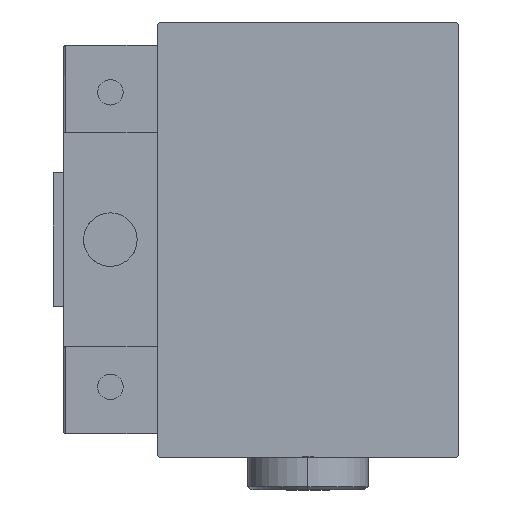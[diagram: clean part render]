
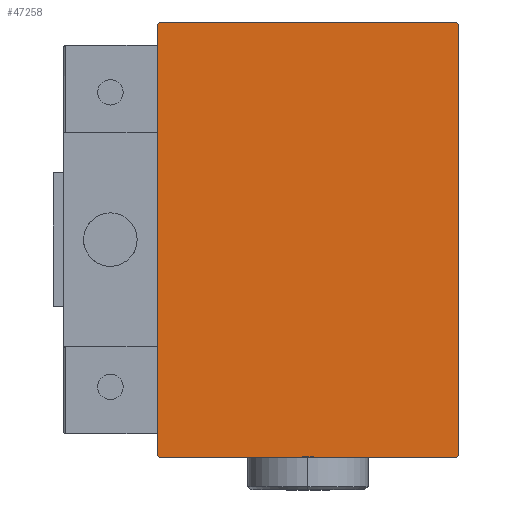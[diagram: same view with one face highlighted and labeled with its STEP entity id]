
A CAD part, left-side view. The second image highlights one B-rep face of the part: STEP entity #47258.
In plain terms, the highlighted face is planar.
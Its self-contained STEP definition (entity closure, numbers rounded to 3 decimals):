
#1290 = DIRECTION ( 'NONE',  ( 0., 0.707, 0.707 ) ) ;
#1986 = DIRECTION ( 'NONE',  ( 0., 0.707, -0.707 ) ) ;
#2378 = VECTOR ( 'NONE', #18439, 1000. ) ;
#3989 = EDGE_CURVE ( 'NONE', #41259, #17147, #28679, .T. ) ;
#4833 = CARTESIAN_POINT ( 'NONE',  ( 70., -22.2, -32.5 ) ) ;
#5384 = CARTESIAN_POINT ( 'NONE',  ( 70., -22.2, 32.5 ) ) ;
#5598 = VERTEX_POINT ( 'NONE', #41978 ) ;
#5677 = EDGE_CURVE ( 'NONE', #35882, #38377, #38094, .T. ) ;
#7016 = VECTOR ( 'NONE', #1986, 1000. ) ;
#7371 = CARTESIAN_POINT ( 'NONE',  ( 70., 22.2, -32.5 ) ) ;
#8663 = EDGE_CURVE ( 'NONE', #11234, #26779, #44033, .T. ) ;
#11234 = VERTEX_POINT ( 'NONE', #27895 ) ;
#12570 = ORIENTED_EDGE ( 'NONE', *, *, #5677, .T. ) ;
#13567 = DIRECTION ( 'NONE',  ( 0., 0., -1. ) ) ;
#15583 = CARTESIAN_POINT ( 'NONE',  ( 70., 22.5, 32.5 ) ) ;
#17147 = VERTEX_POINT ( 'NONE', #7371 ) ;
#17680 = CARTESIAN_POINT ( 'NONE',  ( 70., 27.35, 27.35 ) ) ;
#17715 = LINE ( 'NONE', #21851, #7016 ) ;
#17854 = ORIENTED_EDGE ( 'NONE', *, *, #31464, .T. ) ;
#18439 = DIRECTION ( 'NONE',  ( 0., -1., 0. ) ) ;
#18444 = CARTESIAN_POINT ( 'NONE',  ( 70., 22.2, 32.5 ) ) ;
#18598 = ORIENTED_EDGE ( 'NONE', *, *, #46712, .T. ) ;
#19098 = AXIS2_PLACEMENT_3D ( 'NONE', #21174, #40340, #44987 ) ;
#19950 = VECTOR ( 'NONE', #41417, 1000. ) ;
#20097 = ORIENTED_EDGE ( 'NONE', *, *, #3989, .T. ) ;
#21174 = CARTESIAN_POINT ( 'NONE',  ( 70., 0., 0. ) ) ;
#21215 = VERTEX_POINT ( 'NONE', #43823 ) ;
#21419 = LINE ( 'NONE', #36683, #22958 ) ;
#21851 = CARTESIAN_POINT ( 'NONE',  ( 70., -27.35, -27.35 ) ) ;
#22958 = VECTOR ( 'NONE', #1290, 1000. ) ;
#23568 = EDGE_CURVE ( 'NONE', #21215, #41259, #17715, .T. ) ;
#23914 = VECTOR ( 'NONE', #32879, 1000. ) ;
#26779 = VERTEX_POINT ( 'NONE', #41808 ) ;
#27895 = CARTESIAN_POINT ( 'NONE',  ( 70., 22.5, -32.2 ) ) ;
#28679 = LINE ( 'NONE', #32803, #31183 ) ;
#29526 = CARTESIAN_POINT ( 'NONE',  ( 70., -27.35, 27.35 ) ) ;
#29616 = CARTESIAN_POINT ( 'NONE',  ( 70., -22.5, 32.5 ) ) ;
#29721 = PLANE ( 'NONE',  #19098 ) ;
#31183 = VECTOR ( 'NONE', #48587, 1000. ) ;
#31464 = EDGE_CURVE ( 'NONE', #17147, #11234, #21419, .T. ) ;
#32206 = ORIENTED_EDGE ( 'NONE', *, *, #39828, .T. ) ;
#32803 = CARTESIAN_POINT ( 'NONE',  ( 70., -22.5, -32.5 ) ) ;
#32879 = DIRECTION ( 'NONE',  ( 0., 0., 1. ) ) ;
#32939 = LINE ( 'NONE', #17680, #33959 ) ;
#33959 = VECTOR ( 'NONE', #40712, 1000. ) ;
#35882 = VERTEX_POINT ( 'NONE', #18444 ) ;
#36683 = CARTESIAN_POINT ( 'NONE',  ( 70., 27.35, -27.35 ) ) ;
#36761 = LINE ( 'NONE', #29526, #19950 ) ;
#38094 = LINE ( 'NONE', #15583, #2378 ) ;
#38377 = VERTEX_POINT ( 'NONE', #5384 ) ;
#39828 = EDGE_CURVE ( 'NONE', #5598, #21215, #49527, .T. ) ;
#40340 = DIRECTION ( 'NONE',  ( 1., 0., 0. ) ) ;
#40712 = DIRECTION ( 'NONE',  ( 0., -0.707, 0.707 ) ) ;
#40735 = ORIENTED_EDGE ( 'NONE', *, *, #23568, .T. ) ;
#40845 = FACE_OUTER_BOUND ( 'NONE', #46788, .T. ) ;
#41259 = VERTEX_POINT ( 'NONE', #4833 ) ;
#41290 = VECTOR ( 'NONE', #13567, 1000. ) ;
#41417 = DIRECTION ( 'NONE',  ( 0., -0.707, -0.707 ) ) ;
#41808 = CARTESIAN_POINT ( 'NONE',  ( 70., 22.5, 32.2 ) ) ;
#41978 = CARTESIAN_POINT ( 'NONE',  ( 70., -22.5, 32.2 ) ) ;
#43823 = CARTESIAN_POINT ( 'NONE',  ( 70., -22.5, -32.2 ) ) ;
#44033 = LINE ( 'NONE', #45043, #23914 ) ;
#44987 = DIRECTION ( 'NONE',  ( 0., 0., -1. ) ) ;
#45043 = CARTESIAN_POINT ( 'NONE',  ( 70., 22.5, -32.5 ) ) ;
#46173 = ORIENTED_EDGE ( 'NONE', *, *, #46985, .T. ) ;
#46712 = EDGE_CURVE ( 'NONE', #26779, #35882, #32939, .T. ) ;
#46788 = EDGE_LOOP ( 'NONE', ( #20097, #17854, #47082, #18598, #12570, #46173, #32206, #40735 ) ) ;
#46985 = EDGE_CURVE ( 'NONE', #38377, #5598, #36761, .T. ) ;
#47082 = ORIENTED_EDGE ( 'NONE', *, *, #8663, .T. ) ;
#47258 = ADVANCED_FACE ( 'NONE', ( #40845 ), #29721, .T. ) ;
#48587 = DIRECTION ( 'NONE',  ( 0., 1., 0. ) ) ;
#49527 = LINE ( 'NONE', #29616, #41290 ) ;
